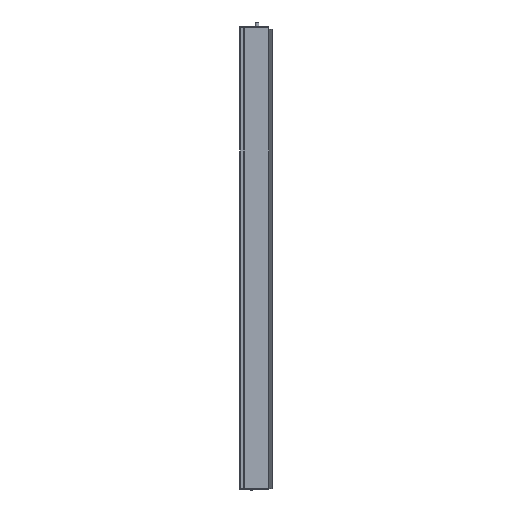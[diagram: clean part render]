
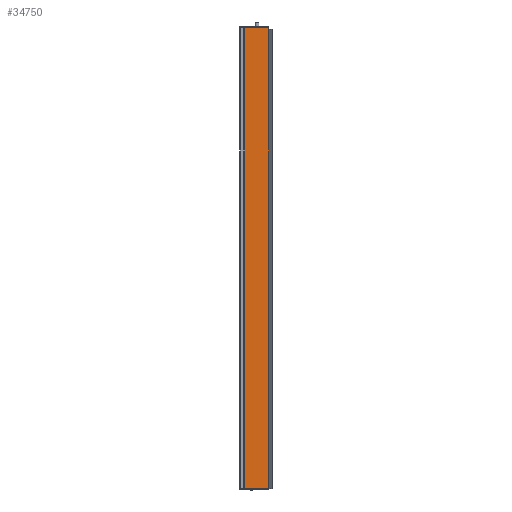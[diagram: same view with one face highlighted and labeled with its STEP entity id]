
A CAD part, left-side view. The second image highlights one B-rep face of the part: STEP entity #34750.
In plain terms, the highlighted planar face has unit normal (-1, 0, 0).
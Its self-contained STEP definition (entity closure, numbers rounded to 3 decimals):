
#7920 = LINE ( 'NONE', #24831, #109039 ) ;
#9604 = VERTEX_POINT ( 'NONE', #30554 ) ;
#9784 = VECTOR ( 'NONE', #105255, 1000. ) ;
#10198 = VERTEX_POINT ( 'NONE', #56976 ) ;
#11635 = DIRECTION ( 'NONE',  ( 0., -1., 0. ) ) ;
#13170 = DIRECTION ( 'NONE',  ( 0., 0., 1. ) ) ;
#15719 = DIRECTION ( 'NONE',  ( 0., 0., -1. ) ) ;
#15818 = VECTOR ( 'NONE', #13170, 1000. ) ;
#16022 = EDGE_CURVE ( 'NONE', #101517, #10198, #76647, .T. ) ;
#16878 = FACE_OUTER_BOUND ( 'NONE', #62325, .T. ) ;
#20380 = LINE ( 'NONE', #91601, #63430 ) ;
#24469 = PLANE ( 'NONE',  #89607 ) ;
#24831 = CARTESIAN_POINT ( 'NONE',  ( -17., -39.6, 0. ) ) ;
#30554 = CARTESIAN_POINT ( 'NONE',  ( -17., -43.5, 960. ) ) ;
#33818 = EDGE_CURVE ( 'NONE', #101517, #9604, #20380, .T. ) ;
#34750 = ADVANCED_FACE ( 'NONE', ( #16878 ), #24469, .F. ) ;
#36522 = CARTESIAN_POINT ( 'NONE',  ( -17., 6.439, 960. ) ) ;
#46483 = VERTEX_POINT ( 'NONE', #90822 ) ;
#52611 = ORIENTED_EDGE ( 'NONE', *, *, #16022, .T. ) ;
#56976 = CARTESIAN_POINT ( 'NONE',  ( -17., 6.439, 0. ) ) ;
#59489 = CARTESIAN_POINT ( 'NONE',  ( -17., -39.6, 960. ) ) ;
#59689 = ORIENTED_EDGE ( 'NONE', *, *, #78225, .T. ) ;
#59801 = LINE ( 'NONE', #95430, #15818 ) ;
#60061 = DIRECTION ( 'NONE',  ( 1., 0., 0. ) ) ;
#62325 = EDGE_LOOP ( 'NONE', ( #108318, #52611, #59689, #73745 ) ) ;
#63430 = VECTOR ( 'NONE', #11635, 1000. ) ;
#69621 = CARTESIAN_POINT ( 'NONE',  ( -17., 6.439, 960. ) ) ;
#73745 = ORIENTED_EDGE ( 'NONE', *, *, #79228, .T. ) ;
#76647 = LINE ( 'NONE', #69621, #9784 ) ;
#78225 = EDGE_CURVE ( 'NONE', #10198, #46483, #7920, .T. ) ;
#79228 = EDGE_CURVE ( 'NONE', #46483, #9604, #59801, .T. ) ;
#89607 = AXIS2_PLACEMENT_3D ( 'NONE', #59489, #60061, #15719 ) ;
#90822 = CARTESIAN_POINT ( 'NONE',  ( -17., -43.5, 0. ) ) ;
#91601 = CARTESIAN_POINT ( 'NONE',  ( -17., -39.6, 960. ) ) ;
#95430 = CARTESIAN_POINT ( 'NONE',  ( -17., -43.5, 960. ) ) ;
#101517 = VERTEX_POINT ( 'NONE', #36522 ) ;
#102081 = DIRECTION ( 'NONE',  ( 0., -1., 0. ) ) ;
#105255 = DIRECTION ( 'NONE',  ( 0., 0., -1. ) ) ;
#108318 = ORIENTED_EDGE ( 'NONE', *, *, #33818, .F. ) ;
#109039 = VECTOR ( 'NONE', #102081, 1000. ) ;
